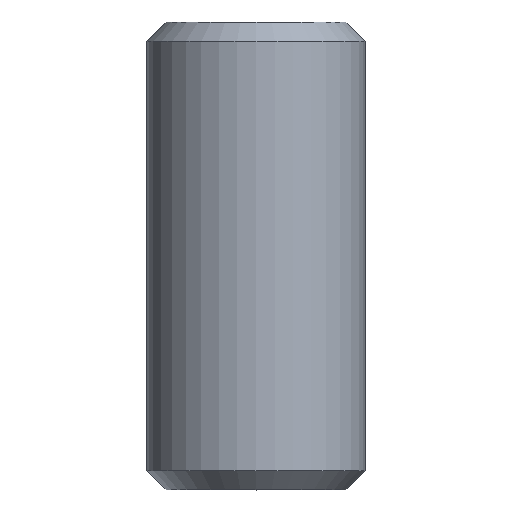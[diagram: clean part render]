
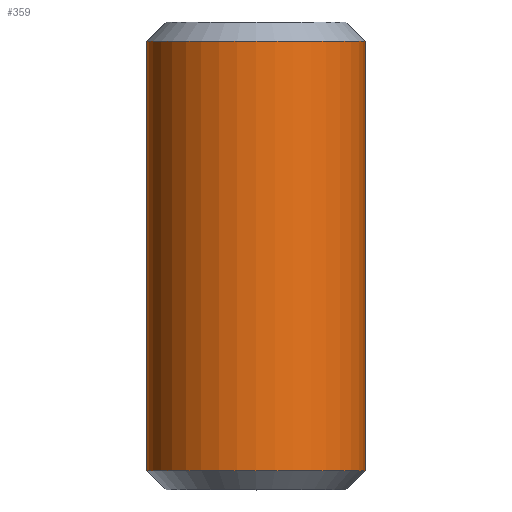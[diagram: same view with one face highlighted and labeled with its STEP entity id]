
A CAD part, top view. The second image highlights one B-rep face of the part: STEP entity #359.
In plain terms, the highlighted cylindrical face has radius 7 mm (diameter 14 mm), a partial arc.
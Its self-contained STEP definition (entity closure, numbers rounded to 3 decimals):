
#1 = CARTESIAN_POINT ( 'NONE',  ( 0., 0., 0. ) ) ;
#3 = EDGE_LOOP ( 'NONE', ( #185, #267, #109, #159 ) ) ;
#14 = CARTESIAN_POINT ( 'NONE',  ( -7., 0., 0. ) ) ;
#28 = CYLINDRICAL_SURFACE ( 'NONE', #352, 7. ) ;
#36 = VERTEX_POINT ( 'NONE', #45 ) ;
#45 = CARTESIAN_POINT ( 'NONE',  ( -7., -1.227, 0. ) ) ;
#51 = EDGE_CURVE ( 'NONE', #311, #36, #166, .T. ) ;
#55 = EDGE_CURVE ( 'NONE', #36, #307, #294, .T. ) ;
#65 = DIRECTION ( 'NONE',  ( 1., 0., 0. ) ) ;
#77 = VECTOR ( 'NONE', #160, 1000. ) ;
#81 = AXIS2_PLACEMENT_3D ( 'NONE', #325, #227, #165 ) ;
#90 = LINE ( 'NONE', #93, #77 ) ;
#93 = CARTESIAN_POINT ( 'NONE',  ( 7., 0., 0. ) ) ;
#97 = DIRECTION ( 'NONE',  ( 0., -1., 0. ) ) ;
#109 = ORIENTED_EDGE ( 'NONE', *, *, #144, .F. ) ;
#127 = DIRECTION ( 'NONE',  ( 0., -1., 0. ) ) ;
#135 = AXIS2_PLACEMENT_3D ( 'NONE', #339, #127, #65 ) ;
#144 = EDGE_CURVE ( 'NONE', #236, #307, #305, .T. ) ;
#159 = ORIENTED_EDGE ( 'NONE', *, *, #313, .F. ) ;
#160 = DIRECTION ( 'NONE',  ( 0., -1., 0. ) ) ;
#165 = DIRECTION ( 'NONE',  ( 1., 0., 0. ) ) ;
#166 = CIRCLE ( 'NONE', #81, 7. ) ;
#185 = ORIENTED_EDGE ( 'NONE', *, *, #51, .T. ) ;
#191 = CARTESIAN_POINT ( 'NONE',  ( -7., -28.773, 0. ) ) ;
#227 = DIRECTION ( 'NONE',  ( 0., -1., 0. ) ) ;
#233 = DIRECTION ( 'NONE',  ( 0., -1., 0. ) ) ;
#236 = VERTEX_POINT ( 'NONE', #270 ) ;
#267 = ORIENTED_EDGE ( 'NONE', *, *, #55, .T. ) ;
#270 = CARTESIAN_POINT ( 'NONE',  ( 7., -28.773, 0. ) ) ;
#284 = CARTESIAN_POINT ( 'NONE',  ( 7., -1.227, 0. ) ) ;
#294 = LINE ( 'NONE', #14, #361 ) ;
#299 = DIRECTION ( 'NONE',  ( 1., 0., 0. ) ) ;
#305 = CIRCLE ( 'NONE', #135, 7. ) ;
#307 = VERTEX_POINT ( 'NONE', #191 ) ;
#311 = VERTEX_POINT ( 'NONE', #284 ) ;
#313 = EDGE_CURVE ( 'NONE', #311, #236, #90, .T. ) ;
#325 = CARTESIAN_POINT ( 'NONE',  ( 0., -1.227, 0. ) ) ;
#339 = CARTESIAN_POINT ( 'NONE',  ( 0., -28.773, 0. ) ) ;
#352 = AXIS2_PLACEMENT_3D ( 'NONE', #1, #233, #299 ) ;
#359 = ADVANCED_FACE ( 'CYL_1', ( #364 ), #28, .T. ) ;
#361 = VECTOR ( 'NONE', #97, 1000. ) ;
#364 = FACE_OUTER_BOUND ( 'NONE', #3, .T. ) ;
